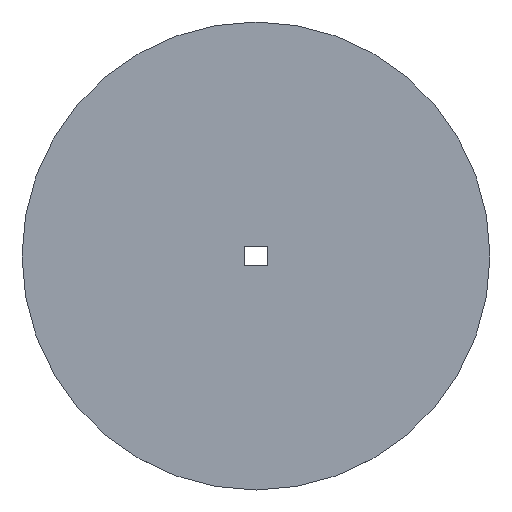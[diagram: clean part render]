
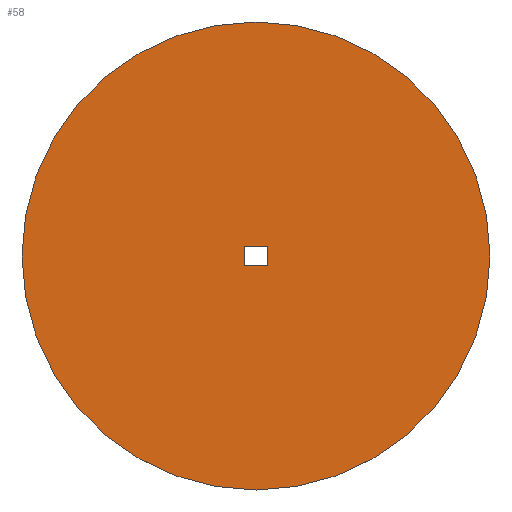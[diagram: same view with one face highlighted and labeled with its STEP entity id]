
A CAD part, top view. The second image highlights one B-rep face of the part: STEP entity #58.
In plain terms, the highlighted planar face has unit normal (0, 0, 1).
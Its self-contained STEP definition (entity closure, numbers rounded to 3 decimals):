
#58=ADVANCED_FACE('',(#76,#77),#78,.T.);
#76=FACE_BOUND('',#95,.T.);
#77=FACE_OUTER_BOUND('',#96,.T.);
#78=PLANE('',#97);
#95=EDGE_LOOP('',(#150,#151,#152,#153));
#96=EDGE_LOOP('',(#154,#155));
#97=AXIS2_PLACEMENT_3D('',#156,#157,#158);
#150=ORIENTED_EDGE('',*,*,#165,.T.);
#151=ORIENTED_EDGE('',*,*,#169,.T.);
#152=ORIENTED_EDGE('',*,*,#172,.T.);
#153=ORIENTED_EDGE('',*,*,#174,.T.);
#154=ORIENTED_EDGE('',*,*,#163,.T.);
#155=ORIENTED_EDGE('',*,*,#176,.T.);
#156=CARTESIAN_POINT('',(0.0,0.0,0.0));
#157=DIRECTION('',(0.0,0.0,1.0));
#158=DIRECTION('',(1.0,0.0,0.0));
#163=EDGE_CURVE('',#179,#183,#185,.T.);
#165=EDGE_CURVE('',#189,#186,#190,.T.);
#169=EDGE_CURVE('',#186,#194,#197,.T.);
#172=EDGE_CURVE('',#194,#199,#202,.T.);
#174=EDGE_CURVE('',#199,#189,#204,.T.);
#176=EDGE_CURVE('',#183,#179,#206,.T.);
#179=VERTEX_POINT('',#209);
#183=VERTEX_POINT('',#214);
#185=CIRCLE('',#217,100.0);
#186=VERTEX_POINT('',#218);
#189=VERTEX_POINT('',#222);
#190=LINE('',#223,#224);
#194=VERTEX_POINT('',#230);
#197=LINE('',#234,#235);
#199=VERTEX_POINT('',#238);
#202=LINE('',#242,#243);
#204=LINE('',#246,#247);
#206=CIRCLE('',#250,100.0);
#209=CARTESIAN_POINT('',(100.0,0.0,0.0));
#214=CARTESIAN_POINT('',(-100.0,0.,0.0));
#217=AXIS2_PLACEMENT_3D('',#257,#258,#259);
#218=CARTESIAN_POINT('',(-5.1,-4.1,0.0));
#222=CARTESIAN_POINT('',(5.1,-4.1,0.0));
#223=CARTESIAN_POINT('',(0.0,-4.1,0.0));
#224=VECTOR('',#261,1.0);
#230=CARTESIAN_POINT('',(-5.1,4.1,0.0));
#234=CARTESIAN_POINT('',(-5.1,0.0,0.0));
#235=VECTOR('',#265,1.0);
#238=CARTESIAN_POINT('',(5.1,4.1,0.0));
#242=CARTESIAN_POINT('',(0.0,4.1,0.0));
#243=VECTOR('',#268,1.0);
#246=CARTESIAN_POINT('',(5.1,0.0,0.0));
#247=VECTOR('',#270,1.0);
#250=AXIS2_PLACEMENT_3D('',#272,#273,#274);
#257=CARTESIAN_POINT('',(0.0,0.0,0.0));
#258=DIRECTION('',(0.0,0.0,1.0));
#259=DIRECTION('',(1.0,0.0,0.0));
#261=DIRECTION('',(-1.0,0.0,0.0));
#265=DIRECTION('',(0.0,1.0,0.0));
#268=DIRECTION('',(1.0,0.0,-0.0));
#270=DIRECTION('',(0.0,-1.0,0.0));
#272=CARTESIAN_POINT('',(0.0,0.0,0.0));
#273=DIRECTION('',(0.0,0.0,1.0));
#274=DIRECTION('',(1.0,0.0,0.0));
